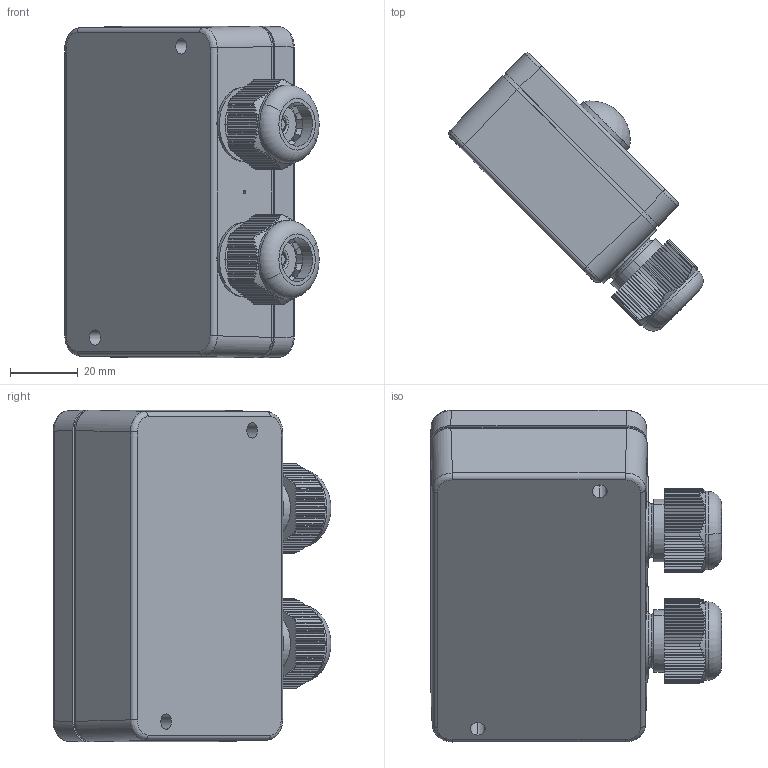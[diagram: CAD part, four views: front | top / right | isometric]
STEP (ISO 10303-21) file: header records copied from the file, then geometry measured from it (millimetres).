
FILE_DESCRIPTION(('Creo Elements/Direct Modeling STEP Export'),'2;1');
FILE_NAME('3D_Industrial_Sensor.stp','2021-04-14T 7:54:23',(''),(''),'PTC Creo Elements/Direct Modeling STEP processor for AP214 (Solid Model)','PTC Creo Elements/Direct Modeling 19.0E 27-Jun-2016 (C) Parametric Technology GmbH','');
FILE_SCHEMA(('AUTOMOTIVE_DESIGN { 1 0 10303 214 1 1 1 1 }'));
Length unit declared in the file: millimetre
Products named in the file (168): Unterteil; Deckel; Verschschraubung1; Verschschraubung2; screw1; screw2; screw3; screw4; Gehäuse; Leiterkarte_sensor; _____F_T_H____STEM-1-SOLID3.PRT; _____F_T_H____STEM-1-SOLID2.PRT; PAPIRS_WALL_D20_LENS_CASE_SIMPL.PRT; _____F_T_H____STEM-1-SOLID4.PRT; _____F_T_H____STEM-1-SOLID1.PRT; 20170703PAPIRS_HIGH_BAY_LENS_V2.PRT; PAPIRS_HIGH_BAY_LENS_TYPE_V2.ASM; EKM_HIGH_DENSITY_LONG_DISTANCE.STEP; 2091-1372_200-000.prt; 2091-1372_200-000.stp; 2091-1372_200-000.stp.1; 158218-0000.PRT; OBJ_C101.ASM; 191640-13080_PRT_PRT.PRT; OBJ_C102.ASM; Leiterkarte; 191640-13080_PRT_PRT002.PRT; OBJ_C203.ASM; 191640-13080_PRT_PRT003.PRT; OBJ_C303.ASM; 603501-0000.PRT; OBJ_C305.ASM; 189953_PRT.PRT; OBJ_C306.ASM; 603503_PRT-11760_PRT.PRT; OBJ_C307.ASM; 603503_PRT-11760_PRT001.PRT; OBJ_C308.ASM; 603503_PRT-11760_PRT002.PRT; OBJ_C309.ASM ...
Assembly tree (169 placements, depth 5):
  Bopla-Gehäuse
    186800-10AA_1_.step
      Dichtring
      PART.ASM
        OBJ_T103.ASM
          601284.PRT
        OBJ_T102.ASM
          KOERPER_PRT-23580_PRT.PRT
        OBJ_T101.ASM
          KOERPER_PRT-13580_PRT-246-24470.PRT
        OBJ_R604.ASM
          KOERPER_PRT012.PRT
        OBJ_R603.ASM
          KOERPER_PRT011.PRT
        OBJ_R602.ASM
          KOERPER_PRT010.PRT
        OBJ_R601.ASM
          KOERPER_PRT009.PRT
        OBJ_R411.ASM
          191624_PRT_PRT015.PRT
        OBJ_R410.ASM
          191624_PRT_PRT014.PRT
        OBJ_R409.ASM
          191624_PRT_PRT013.PRT
        OBJ_R408.ASM
          191624_PRT_PRT012.PRT
        OBJ_R405.ASM
          191624_PRT_PRT011.PRT
        OBJ_R401.ASM
          KOERPER_PRT008.PRT
        OBJ_R308.ASM
          191624_PRT_PRT010.PRT
        OBJ_R307.ASM
          191624_PRT_PRT009.PRT
        OBJ_R306.ASM
          191624_PRT_PRT008.PRT
        OBJ_R305.ASM
          191624_PRT_PRT007.PRT
        OBJ_R304.ASM
          191624_PRT_PRT006.PRT
        OBJ_R301.ASM
          191624_PRT_PRT005.PRT
        OBJ_R204.ASM
          KOERPER_PRT007.PRT
        OBJ_R202.ASM
          KOERPER_PRT006.PRT
        OBJ_R112.ASM
          KOERPER_PRT005.PRT
        OBJ_R111.ASM
          191624_PRT_PRT004.PRT
        OBJ_R110.ASM
          191624_PRT_PRT003.PRT
        OBJ_R109.ASM
          KOERPER_PRT004.PRT
        OBJ_R107.ASM
          191624_PRT_PRT002.PRT
        OBJ_R106.ASM
          KOERPER_PRT003.PRT
        OBJ_R105.ASM
          KOERPER_PRT002.PRT
Bounding box: 75.15 x 82.09 x 98 mm (x, y, z)
Volume: 96601.6 mm3; surface area: 74591.7 mm2
Topology: 94 solids, 94 shells, 3796 faces, 9824 edges, 6368 vertices
Faces by surface type: plane 2755, cylinder 688, cone 202, torus 106, bspline 40, sphere 5
Entity records: 142328 total; most frequent: CARTESIAN_POINT 26708, ORIENTED_EDGE 19480, DIRECTION 18018, EDGE_CURVE 9740, VECTOR 7212, LINE 7212, VERTEX_POINT 6320, AXIS2_PLACEMENT_3D 5403
